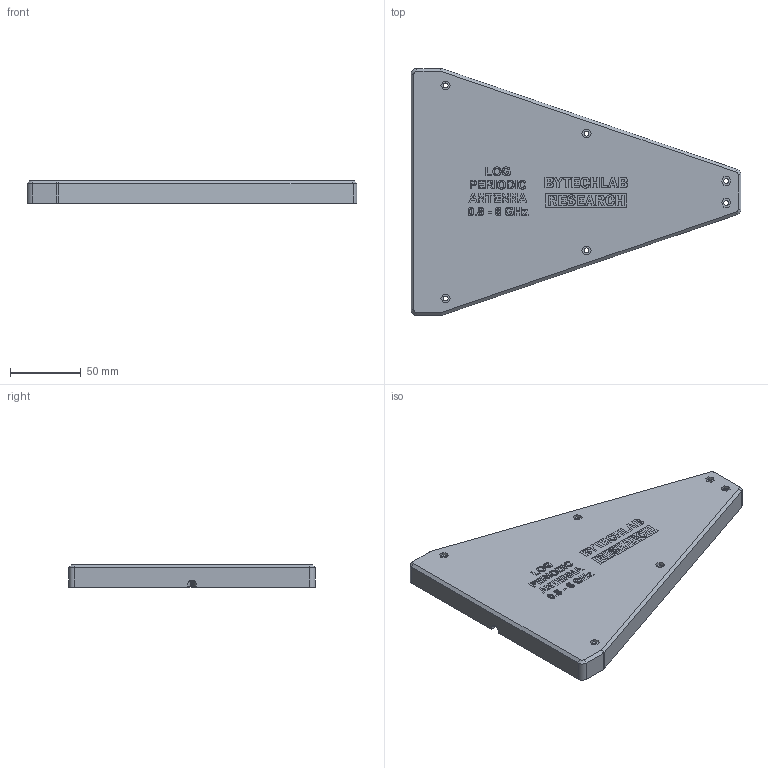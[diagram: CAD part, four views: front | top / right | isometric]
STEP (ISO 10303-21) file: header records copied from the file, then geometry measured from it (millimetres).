
FILE_DESCRIPTION(/* description */ (''),/* implementation_level */ '2;1');
FILE_NAME(/* name */ 'ASSEMBLY_Antenna_Case_Top.stp',/* time_stamp */ '2026-01-03T20:03:11+01:00',/* author */ ('Andrzej'),/* organization */ (''),/* preprocessor_version */ 'ST-DEVELOPER v20.1',/* originating_system */ 'Autodesk Inventor 2026',/* authorisation */ '');
FILE_SCHEMA (('AUTOMOTIVE_DESIGN { 1 0 10303 214 3 1 1 }'));
Length unit declared in the file: millimetre
Products named in the file (3): ASSEMBLY_Antenna_Case_Top; 3DP_PLA_Antenna_Case_Top; 3DP_PLA_Antenna_Case_Top_Logo_and_Name
Assembly tree (2 placements, depth 2):
  ASSEMBLY_Antenna_Case_Top
    3DP_PLA_Antenna_Case_Top
    3DP_PLA_Antenna_Case_Top_Logo_and_Name
Bounding box: 233.02 x 174.39 x 16 mm (x, y, z)
Volume: 119549.8 mm3; surface area: 75960.4 mm2
Topology: 40 solids, 40 shells, 1363 faces, 3600 edges, 2386 vertices
Faces by surface type: plane 866, bspline 442, cylinder 41, torus 8, cone 6
Full cylindrical faces by diameter (mm): 3.5 x6
Entity records: 44061 total; most frequent: CARTESIAN_POINT 12983, ORIENTED_EDGE 7200, DIRECTION 4709, EDGE_CURVE 3600, LINE 2617, VECTOR 2617, VERTEX_POINT 2386, EDGE_LOOP 1492
